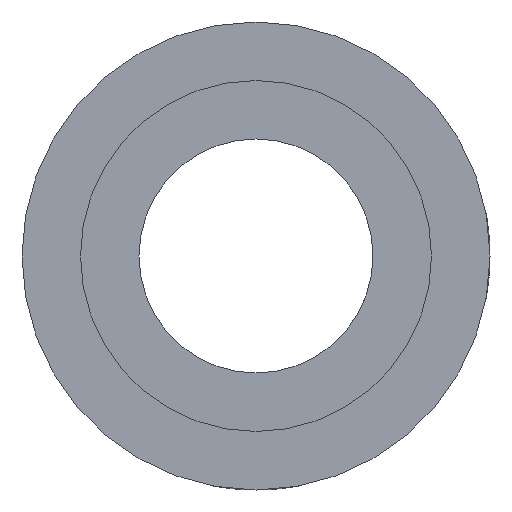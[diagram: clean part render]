
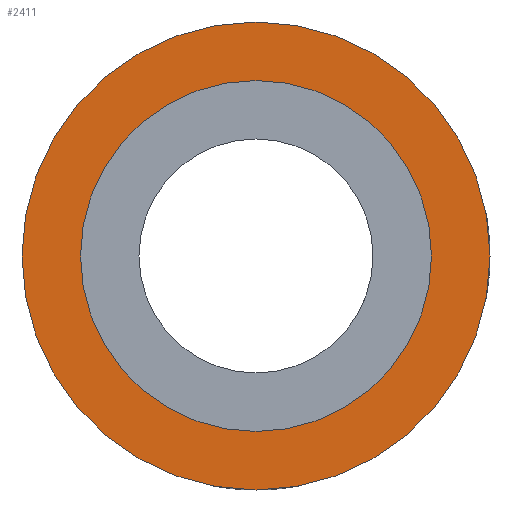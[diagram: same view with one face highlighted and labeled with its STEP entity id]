
A CAD part, front view. The second image highlights one B-rep face of the part: STEP entity #2411.
In plain terms, the highlighted planar face has unit normal (0, -1, 0).
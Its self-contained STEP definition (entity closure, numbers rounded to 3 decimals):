
#84 = ORIENTED_EDGE ( 'NONE', *, *, #2881, .F. ) ;
#109 = EDGE_CURVE ( 'NONE', #3488, #1750, #1664, .T. ) ;
#150 = AXIS2_PLACEMENT_3D ( 'NONE', #2619, #407, #2276 ) ;
#241 = DIRECTION ( 'NONE',  ( 0., -1., 0. ) ) ;
#302 = CARTESIAN_POINT ( 'NONE',  ( 0., 0.5, -6. ) ) ;
#338 = DIRECTION ( 'NONE',  ( 0., 1., 0. ) ) ;
#407 = DIRECTION ( 'NONE',  ( 0., -1., 0. ) ) ;
#448 = EDGE_LOOP ( 'NONE', ( #3142, #2434 ) ) ;
#462 = CIRCLE ( 'NONE', #2557, 6. ) ;
#647 = CARTESIAN_POINT ( 'NONE',  ( 0., 0.5, -8. ) ) ;
#782 = AXIS2_PLACEMENT_3D ( 'NONE', #2439, #1239, #3473 ) ;
#908 = AXIS2_PLACEMENT_3D ( 'NONE', #1294, #338, #1002 ) ;
#1002 = DIRECTION ( 'NONE',  ( 0., 0., 1. ) ) ;
#1052 = ORIENTED_EDGE ( 'NONE', *, *, #109, .F. ) ;
#1116 = CIRCLE ( 'NONE', #150, 8. ) ;
#1191 = VERTEX_POINT ( 'NONE', #1804 ) ;
#1237 = CARTESIAN_POINT ( 'NONE',  ( 0., 0.5, 0. ) ) ;
#1239 = DIRECTION ( 'NONE',  ( 0., -1., 0. ) ) ;
#1294 = CARTESIAN_POINT ( 'NONE',  ( 6., 0.5, 0. ) ) ;
#1363 = CIRCLE ( 'NONE', #782, 8. ) ;
#1656 = PLANE ( 'NONE',  #908 ) ;
#1664 = CIRCLE ( 'NONE', #1743, 6. ) ;
#1743 = AXIS2_PLACEMENT_3D ( 'NONE', #1237, #1879, #1850 ) ;
#1750 = VERTEX_POINT ( 'NONE', #302 ) ;
#1804 = CARTESIAN_POINT ( 'NONE',  ( 0., 0.5, 8. ) ) ;
#1850 = DIRECTION ( 'NONE',  ( 0., 0., -1. ) ) ;
#1879 = DIRECTION ( 'NONE',  ( 0., -1., 0. ) ) ;
#2094 = DIRECTION ( 'NONE',  ( 0., 0., -1. ) ) ;
#2114 = CARTESIAN_POINT ( 'NONE',  ( 0., 0.5, 0. ) ) ;
#2276 = DIRECTION ( 'NONE',  ( 0., 0., -1. ) ) ;
#2411 = ADVANCED_FACE ( 'NONE', ( #3272, #3850 ), #1656, .F. ) ;
#2417 = VERTEX_POINT ( 'NONE', #647 ) ;
#2434 = ORIENTED_EDGE ( 'NONE', *, *, #3007, .T. ) ;
#2439 = CARTESIAN_POINT ( 'NONE',  ( 0., 0.5, 0. ) ) ;
#2557 = AXIS2_PLACEMENT_3D ( 'NONE', #2114, #241, #2094 ) ;
#2619 = CARTESIAN_POINT ( 'NONE',  ( 0., 0.5, 0. ) ) ;
#2881 = EDGE_CURVE ( 'NONE', #1750, #3488, #462, .T. ) ;
#3007 = EDGE_CURVE ( 'NONE', #1191, #2417, #1116, .T. ) ;
#3142 = ORIENTED_EDGE ( 'NONE', *, *, #3427, .T. ) ;
#3155 = CARTESIAN_POINT ( 'NONE',  ( 0., 0.5, 6. ) ) ;
#3272 = FACE_BOUND ( 'NONE', #4086, .T. ) ;
#3427 = EDGE_CURVE ( 'NONE', #2417, #1191, #1363, .T. ) ;
#3473 = DIRECTION ( 'NONE',  ( 0., 0., -1. ) ) ;
#3488 = VERTEX_POINT ( 'NONE', #3155 ) ;
#3850 = FACE_OUTER_BOUND ( 'NONE', #448, .T. ) ;
#4086 = EDGE_LOOP ( 'NONE', ( #84, #1052 ) ) ;
